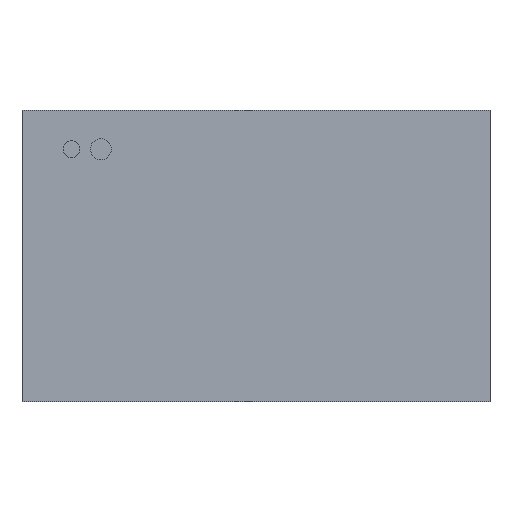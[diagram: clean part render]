
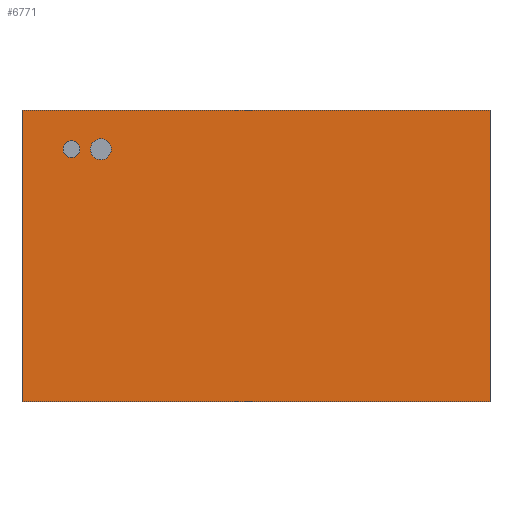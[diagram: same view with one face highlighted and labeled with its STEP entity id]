
A CAD part, front view. The second image highlights one B-rep face of the part: STEP entity #6771.
In plain terms, the highlighted planar face has unit normal (0, -1, 0).
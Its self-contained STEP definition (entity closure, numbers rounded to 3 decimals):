
#88=FACE_BOUND('',#871,.T.);
#89=FACE_BOUND('',#872,.T.);
#111=PLANE('',#7242);
#461=FACE_OUTER_BOUND('',#870,.T.);
#870=EDGE_LOOP('',(#4795,#4796,#4797,#4798));
#871=EDGE_LOOP('',(#4799));
#872=EDGE_LOOP('',(#4800));
#1294=LINE('',#9721,#2152);
#1296=LINE('',#9725,#2154);
#1298=LINE('',#9729,#2156);
#1300=LINE('',#9732,#2158);
#2152=VECTOR('',#7803,10.);
#2154=VECTOR('',#7807,10.);
#2156=VECTOR('',#7811,10.);
#2158=VECTOR('',#7815,10.);
#2992=CIRCLE('',#7226,20.);
#2994=CIRCLE('',#7230,25.);
#3112=VERTEX_POINT('',#9672);
#3114=VERTEX_POINT('',#9679);
#3127=VERTEX_POINT('',#9718);
#3128=VERTEX_POINT('',#9720);
#3129=VERTEX_POINT('',#9724);
#3130=VERTEX_POINT('',#9728);
#3765=EDGE_CURVE('',#3112,#3112,#2992,.T.);
#3768=EDGE_CURVE('',#3114,#3114,#2994,.T.);
#3786=EDGE_CURVE('',#3128,#3127,#1294,.T.);
#3788=EDGE_CURVE('',#3129,#3128,#1296,.T.);
#3790=EDGE_CURVE('',#3130,#3129,#1298,.T.);
#3792=EDGE_CURVE('',#3127,#3130,#1300,.T.);
#4795=ORIENTED_EDGE('',*,*,#3792,.T.);
#4796=ORIENTED_EDGE('',*,*,#3790,.T.);
#4797=ORIENTED_EDGE('',*,*,#3788,.T.);
#4798=ORIENTED_EDGE('',*,*,#3786,.T.);
#4799=ORIENTED_EDGE('',*,*,#3765,.T.);
#4800=ORIENTED_EDGE('',*,*,#3768,.T.);
#6771=ADVANCED_FACE('',(#461,#88,#89),#111,.T.);
#7226=AXIS2_PLACEMENT_3D('',#9674,#7759,#7760);
#7230=AXIS2_PLACEMENT_3D('',#9681,#7768,#7769);
#7242=AXIS2_PLACEMENT_3D('',#9733,#7816,#7817);
#7759=DIRECTION('center_axis',(0.,1.,0.));
#7760=DIRECTION('ref_axis',(1.,0.,0.));
#7768=DIRECTION('center_axis',(0.,1.,0.));
#7769=DIRECTION('ref_axis',(1.,0.,0.));
#7803=DIRECTION('',(1.,0.,0.));
#7807=DIRECTION('',(0.,0.,-1.));
#7811=DIRECTION('',(-1.,0.,0.));
#7815=DIRECTION('',(0.,0.,1.));
#7816=DIRECTION('center_axis',(0.,-1.,0.));
#7817=DIRECTION('ref_axis',(0.,0.,-1.));
#9672=CARTESIAN_POINT('',(-459.5,-370.,254.5));
#9674=CARTESIAN_POINT('Origin',(-439.5,-370.,254.5));
#9679=CARTESIAN_POINT('',(-394.5,-370.,254.5));
#9681=CARTESIAN_POINT('Origin',(-369.5,-370.,254.5));
#9718=CARTESIAN_POINT('',(557.5,-370.,-347.5));
#9720=CARTESIAN_POINT('',(-557.5,-370.,-347.5));
#9721=CARTESIAN_POINT('',(557.5,-370.,-347.5));
#9724=CARTESIAN_POINT('',(-557.5,-370.,347.5));
#9725=CARTESIAN_POINT('',(-557.5,-370.,-347.5));
#9728=CARTESIAN_POINT('',(557.5,-370.,347.5));
#9729=CARTESIAN_POINT('',(-557.5,-370.,347.5));
#9732=CARTESIAN_POINT('',(557.5,-370.,347.5));
#9733=CARTESIAN_POINT('Origin',(0.,-370.,0.));
